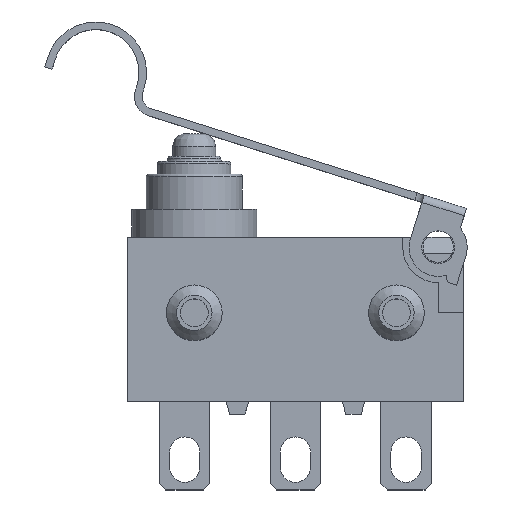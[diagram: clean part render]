
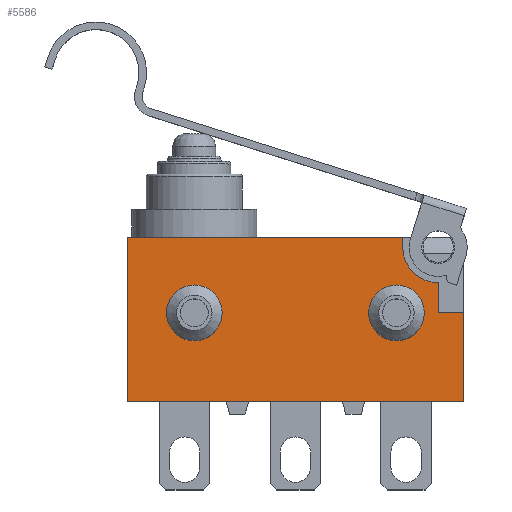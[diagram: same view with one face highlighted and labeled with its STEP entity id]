
A CAD part, top view. The second image highlights one B-rep face of the part: STEP entity #5586.
In plain terms, the highlighted planar face has unit normal (0, 0, 1).
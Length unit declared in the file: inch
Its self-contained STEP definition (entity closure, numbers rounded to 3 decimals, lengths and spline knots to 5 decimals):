
#4476=CARTESIAN_POINT('',(0.20079,0.15748,0.10433));
#4477=VERTEX_POINT('',#4476);
#4478=CARTESIAN_POINT('',(0.15748,0.15748,0.10433));
#4479=DIRECTION('',(0.0,0.0,-1.0));
#4480=DIRECTION('',(-1.0,0.0,0.0));
#4481=AXIS2_PLACEMENT_3D('',#4478,#4479,#4480);
#4482=CIRCLE('',#4481,0.04331);
#4483=EDGE_CURVE('',#4477,#4477,#4482,.T.);
#4544=CARTESIAN_POINT('',(-0.11417,0.15748,0.10433));
#4545=VERTEX_POINT('',#4544);
#4546=CARTESIAN_POINT('',(-0.15748,0.15748,0.10433));
#4547=DIRECTION('',(0.0,0.0,-1.0));
#4548=DIRECTION('',(-1.0,0.0,0.0));
#4549=AXIS2_PLACEMENT_3D('',#4546,#4547,#4548);
#4550=CIRCLE('',#4549,0.04331);
#4551=EDGE_CURVE('',#4545,#4545,#4550,.T.);
#4870=CARTESIAN_POINT('',(0.26181,0.01969,0.10433));
#4871=VERTEX_POINT('',#4870);
#4872=CARTESIAN_POINT('',(-0.26181,0.01969,0.10433));
#4873=VERTEX_POINT('',#4872);
#4874=CARTESIAN_POINT('',(0.26181,0.01969,0.10433));
#4875=DIRECTION('',(-1.0,0.0,0.0));
#4876=VECTOR('',#4875,0.52362);
#4877=LINE('',#4874,#4876);
#4878=EDGE_CURVE('',#4871,#4873,#4877,.T.);
#5047=CARTESIAN_POINT('',(-0.26181,0.27559,0.10433));
#5048=VERTEX_POINT('',#5047);
#5055=CARTESIAN_POINT('',(0.16732,0.27559,0.10433));
#5056=VERTEX_POINT('',#5055);
#5057=CARTESIAN_POINT('',(-0.26181,0.27559,0.10433));
#5058=DIRECTION('',(1.0,0.0,0.0));
#5059=VECTOR('',#5058,0.42913);
#5060=LINE('',#5057,#5059);
#5061=EDGE_CURVE('',#5048,#5056,#5060,.T.);
#5383=CARTESIAN_POINT('',(0.26181,0.15748,0.10433));
#5384=VERTEX_POINT('',#5383);
#5391=CARTESIAN_POINT('',(0.26181,0.15748,0.10433));
#5392=DIRECTION('',(0.0,-1.0,0.0));
#5393=VECTOR('',#5392,0.1378);
#5394=LINE('',#5391,#5393);
#5395=EDGE_CURVE('',#5384,#4871,#5394,.T.);
#5431=CARTESIAN_POINT('',(0.16732,0.25984,0.10433));
#5432=VERTEX_POINT('',#5431);
#5433=CARTESIAN_POINT('',(0.16732,0.25984,0.10433));
#5434=DIRECTION('',(0.0,1.0,0.0));
#5435=VECTOR('',#5434,0.01575);
#5436=LINE('',#5433,#5435);
#5437=EDGE_CURVE('',#5432,#5056,#5436,.T.);
#5463=CARTESIAN_POINT('',(0.22244,0.20472,0.10433));
#5464=VERTEX_POINT('',#5463);
#5465=CARTESIAN_POINT('',(0.22244,0.25984,0.10433));
#5466=DIRECTION('',(0.0,0.0,-1.0));
#5467=DIRECTION('',(-1.0,0.0,0.0));
#5468=AXIS2_PLACEMENT_3D('',#5465,#5466,#5467);
#5469=CIRCLE('',#5468,0.05512);
#5470=EDGE_CURVE('',#5464,#5432,#5469,.T.);
#5495=CARTESIAN_POINT('',(0.22244,0.15748,0.10433));
#5496=VERTEX_POINT('',#5495);
#5497=CARTESIAN_POINT('',(0.22244,0.15748,0.10433));
#5498=DIRECTION('',(0.0,1.0,0.0));
#5499=VECTOR('',#5498,0.04724);
#5500=LINE('',#5497,#5499);
#5501=EDGE_CURVE('',#5496,#5464,#5500,.T.);
#5524=CARTESIAN_POINT('',(0.26181,0.15748,0.10433));
#5525=DIRECTION('',(-1.0,0.0,0.0));
#5526=VECTOR('',#5525,0.03937);
#5527=LINE('',#5524,#5526);
#5528=EDGE_CURVE('',#5384,#5496,#5527,.T.);
#5560=CARTESIAN_POINT('',(0.0,0.14764,0.10433));
#5561=DIRECTION('',(0.0,0.0,1.0));
#5562=DIRECTION('',(1.0,0.0,0.0));
#5563=AXIS2_PLACEMENT_3D('',#5560,#5561,#5562);
#5564=PLANE('',#5563);
#5565=ORIENTED_EDGE('',*,*,#5528,.T.);
#5566=ORIENTED_EDGE('',*,*,#5501,.T.);
#5567=ORIENTED_EDGE('',*,*,#5470,.T.);
#5568=ORIENTED_EDGE('',*,*,#5437,.T.);
#5569=ORIENTED_EDGE('',*,*,#5061,.F.);
#5570=CARTESIAN_POINT('',(-0.26181,0.01969,0.10433));
#5571=DIRECTION('',(0.0,1.0,0.0));
#5572=VECTOR('',#5571,0.25591);
#5573=LINE('',#5570,#5572);
#5574=EDGE_CURVE('',#4873,#5048,#5573,.T.);
#5575=ORIENTED_EDGE('',*,*,#5574,.F.);
#5576=ORIENTED_EDGE('',*,*,#4878,.F.);
#5577=ORIENTED_EDGE('',*,*,#5395,.F.);
#5578=EDGE_LOOP('',(#5565,#5566,#5567,#5568,#5569,#5575,#5576,#5577));
#5579=FACE_OUTER_BOUND('',#5578,.T.);
#5580=ORIENTED_EDGE('',*,*,#4551,.T.);
#5581=EDGE_LOOP('',(#5580));
#5582=FACE_BOUND('',#5581,.T.);
#5583=ORIENTED_EDGE('',*,*,#4483,.T.);
#5584=EDGE_LOOP('',(#5583));
#5585=FACE_BOUND('',#5584,.T.);
#5586=ADVANCED_FACE('',(#5579,#5582,#5585),#5564,.T.);
